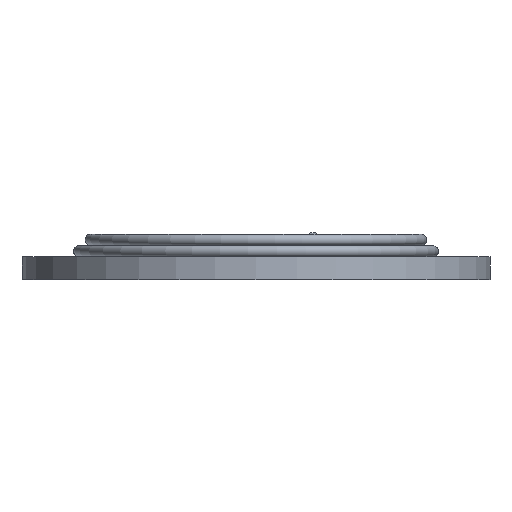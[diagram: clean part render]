
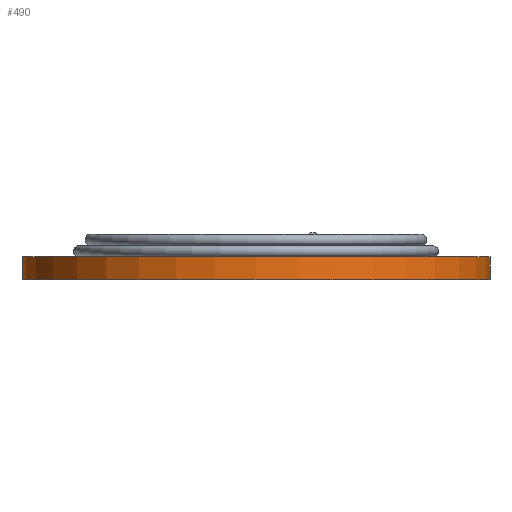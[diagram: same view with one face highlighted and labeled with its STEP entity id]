
A CAD part, left-side view. The second image highlights one B-rep face of the part: STEP entity #490.
In plain terms, the highlighted cylindrical face has radius 10.25 mm (diameter 20.5 mm), a full revolution.
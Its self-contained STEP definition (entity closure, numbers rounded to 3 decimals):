
#490 = ADVANCED_FACE( '', ( #1029, #1030 ), #1031, .T. );
#1029 = FACE_OUTER_BOUND( '', #2421, .T. );
#1030 = FACE_OUTER_BOUND( '', #2422, .T. );
#1031 = CYLINDRICAL_SURFACE( '', #2423, 10.25 );
#2421 = EDGE_LOOP( '', ( #4450 ) );
#2422 = EDGE_LOOP( '', ( #4451 ) );
#2423 = AXIS2_PLACEMENT_3D( '', #4452, #4453, #4454 );
#4450 = ORIENTED_EDGE( '', *, *, #4960, .F. );
#4451 = ORIENTED_EDGE( '', *, *, #5032, .T. );
#4452 = CARTESIAN_POINT( '', ( 0., 0., -1. ) );
#4453 = DIRECTION( '', ( 0., 0., -1. ) );
#4454 = DIRECTION( '', ( 1., 0., 0. ) );
#4960 = EDGE_CURVE( '', #5604, #5604, #5605, .T. );
#5032 = EDGE_CURVE( '', #5693, #5693, #5694, .T. );
#5604 = VERTEX_POINT( '', #8315 );
#5605 = CIRCLE( '', #8316, 10.25 );
#5693 = VERTEX_POINT( '', #8647 );
#5694 = CIRCLE( '', #8648, 10.25 );
#8315 = CARTESIAN_POINT( '', ( 10.25, 0., -1. ) );
#8316 = AXIS2_PLACEMENT_3D( '', #8914, #8915, #8916 );
#8647 = CARTESIAN_POINT( '', ( 10.25, 0., 0. ) );
#8648 = AXIS2_PLACEMENT_3D( '', #8944, #8945, #8946 );
#8914 = CARTESIAN_POINT( '', ( 0., 0., -1. ) );
#8915 = DIRECTION( '', ( 0., 0., -1. ) );
#8916 = DIRECTION( '', ( 1., 0., 0. ) );
#8944 = CARTESIAN_POINT( '', ( 0., 0., 0. ) );
#8945 = DIRECTION( '', ( 0., 0., -1. ) );
#8946 = DIRECTION( '', ( 1., 0., 0. ) );
